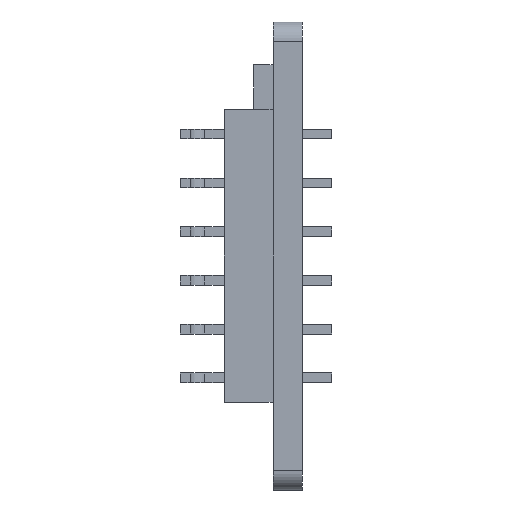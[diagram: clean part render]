
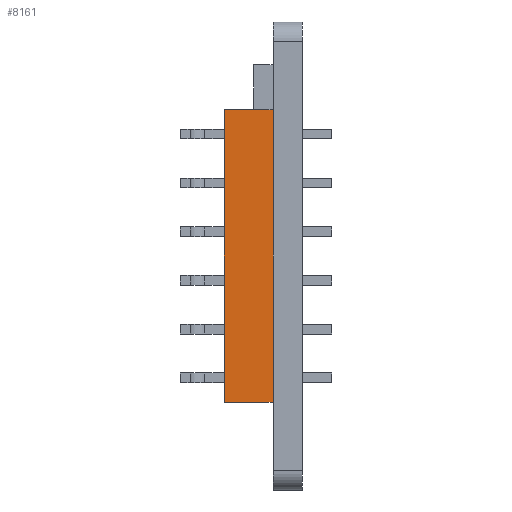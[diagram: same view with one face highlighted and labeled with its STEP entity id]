
A CAD part, left-side view. The second image highlights one B-rep face of the part: STEP entity #8161.
In plain terms, the highlighted planar face has unit normal (-1, 0, 0).
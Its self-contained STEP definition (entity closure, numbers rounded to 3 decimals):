
#51 = EDGE_LOOP ( 'NONE', ( #525, #5438, #6796, #410 ) ) ;
#186 = CARTESIAN_POINT ( 'NONE',  ( -18.2, 1.5, 7.5 ) ) ;
#390 = CARTESIAN_POINT ( 'NONE',  ( -18.2, 4., -7.5 ) ) ;
#410 = ORIENTED_EDGE ( 'NONE', *, *, #7408, .T. ) ;
#456 = AXIS2_PLACEMENT_3D ( 'NONE', #4481, #594, #5140 ) ;
#509 = EDGE_CURVE ( 'NONE', #5363, #1758, #3912, .T. ) ;
#525 = ORIENTED_EDGE ( 'NONE', *, *, #5616, .T. ) ;
#594 = DIRECTION ( 'NONE',  ( 1., 0., 0. ) ) ;
#1215 = PLANE ( 'NONE',  #456 ) ;
#1325 = VERTEX_POINT ( 'NONE', #4495 ) ;
#1758 = VERTEX_POINT ( 'NONE', #186 ) ;
#2199 = VECTOR ( 'NONE', #3372, 1000. ) ;
#2248 = FACE_OUTER_BOUND ( 'NONE', #51, .T. ) ;
#2345 = LINE ( 'NONE', #2626, #3854 ) ;
#2626 = CARTESIAN_POINT ( 'NONE',  ( -18.2, 4., -7.5 ) ) ;
#2695 = LINE ( 'NONE', #6104, #4025 ) ;
#3276 = VERTEX_POINT ( 'NONE', #390 ) ;
#3372 = DIRECTION ( 'NONE',  ( 0., -1., 0. ) ) ;
#3376 = LINE ( 'NONE', #3546, #8354 ) ;
#3546 = CARTESIAN_POINT ( 'NONE',  ( -18.2, 4., -7.5 ) ) ;
#3854 = VECTOR ( 'NONE', #3938, 1000. ) ;
#3912 = LINE ( 'NONE', #4040, #2199 ) ;
#3938 = DIRECTION ( 'NONE',  ( 0., 0., 1. ) ) ;
#4025 = VECTOR ( 'NONE', #6758, 1000. ) ;
#4040 = CARTESIAN_POINT ( 'NONE',  ( -18.2, 4., 7.5 ) ) ;
#4213 = DIRECTION ( 'NONE',  ( 0., -1., 0. ) ) ;
#4481 = CARTESIAN_POINT ( 'NONE',  ( -18.2, 4., -7.5 ) ) ;
#4495 = CARTESIAN_POINT ( 'NONE',  ( -18.2, 1.5, -7.5 ) ) ;
#5140 = DIRECTION ( 'NONE',  ( 0., 0., -1. ) ) ;
#5363 = VERTEX_POINT ( 'NONE', #5808 ) ;
#5438 = ORIENTED_EDGE ( 'NONE', *, *, #509, .F. ) ;
#5616 = EDGE_CURVE ( 'NONE', #1325, #1758, #2695, .T. ) ;
#5808 = CARTESIAN_POINT ( 'NONE',  ( -18.2, 4., 7.5 ) ) ;
#6104 = CARTESIAN_POINT ( 'NONE',  ( -18.2, 1.5, -7.5 ) ) ;
#6758 = DIRECTION ( 'NONE',  ( 0., 0., 1. ) ) ;
#6796 = ORIENTED_EDGE ( 'NONE', *, *, #8318, .F. ) ;
#7408 = EDGE_CURVE ( 'NONE', #3276, #1325, #3376, .T. ) ;
#8161 = ADVANCED_FACE ( 'NONE', ( #2248 ), #1215, .F. ) ;
#8318 = EDGE_CURVE ( 'NONE', #3276, #5363, #2345, .T. ) ;
#8354 = VECTOR ( 'NONE', #4213, 1000. ) ;
